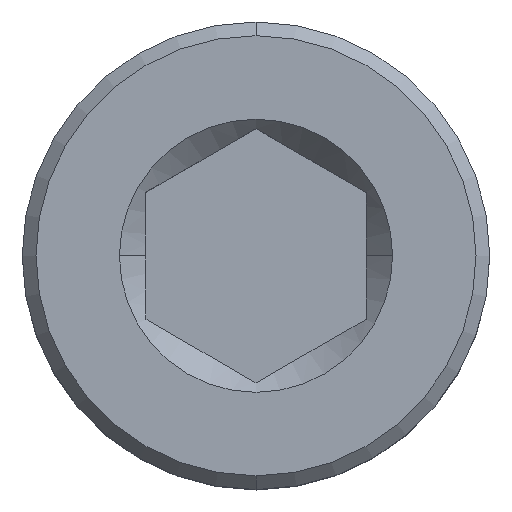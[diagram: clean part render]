
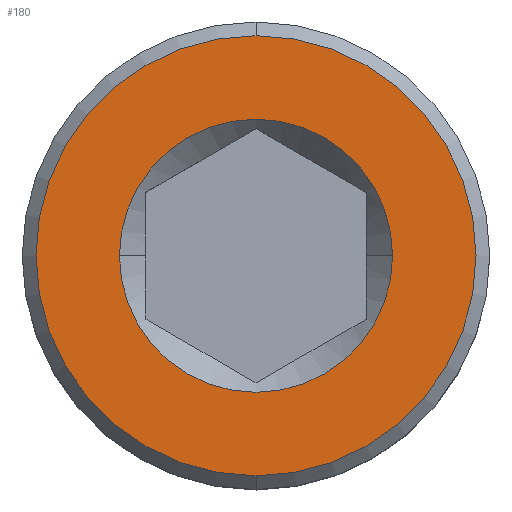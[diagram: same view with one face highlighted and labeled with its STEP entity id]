
A CAD part, top view. The second image highlights one B-rep face of the part: STEP entity #180.
In plain terms, the highlighted planar face has unit normal (0, 0, 1).
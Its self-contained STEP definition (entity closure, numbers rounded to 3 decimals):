
#5 = CARTESIAN_POINT ( 'NONE',  ( 0., 4., 15. ) ) ;
#35 = CARTESIAN_POINT ( 'NONE',  ( 2.483, 0., 15. ) ) ;
#39 = DIRECTION ( 'NONE',  ( 0., 1., 0. ) ) ;
#88 = CIRCLE ( 'NONE', #500, 4. ) ;
#100 = DIRECTION ( 'NONE',  ( 0., 1., 0. ) ) ;
#103 = CARTESIAN_POINT ( 'NONE',  ( 0., 0., 15. ) ) ;
#120 = DIRECTION ( 'NONE',  ( 0., 0., 1. ) ) ;
#150 = CARTESIAN_POINT ( 'NONE',  ( 0., 0., 15. ) ) ;
#167 = CIRCLE ( 'NONE', #174, 4. ) ;
#174 = AXIS2_PLACEMENT_3D ( 'NONE', #639, #283, #39 ) ;
#180 = ADVANCED_FACE ( 'NONE', ( #697, #419 ), #389, .T. ) ;
#183 = CIRCLE ( 'NONE', #386, 2.483 ) ;
#243 = AXIS2_PLACEMENT_3D ( 'NONE', #446, #396, #331 ) ;
#279 = ORIENTED_EDGE ( 'NONE', *, *, #616, .F. ) ;
#283 = DIRECTION ( 'NONE',  ( 0., 0., -1. ) ) ;
#291 = AXIS2_PLACEMENT_3D ( 'NONE', #150, #120, #574 ) ;
#296 = VERTEX_POINT ( 'NONE', #5 ) ;
#316 = DIRECTION ( 'NONE',  ( 0., 0., 1. ) ) ;
#323 = ORIENTED_EDGE ( 'NONE', *, *, #749, .F. ) ;
#331 = DIRECTION ( 'NONE',  ( 0., -1., 0. ) ) ;
#360 = EDGE_LOOP ( 'NONE', ( #409, #565 ) ) ;
#386 = AXIS2_PLACEMENT_3D ( 'NONE', #674, #316, #680 ) ;
#389 = PLANE ( 'NONE',  #243 ) ;
#396 = DIRECTION ( 'NONE',  ( 0., 0., 1. ) ) ;
#409 = ORIENTED_EDGE ( 'NONE', *, *, #692, .F. ) ;
#419 = FACE_OUTER_BOUND ( 'NONE', #360, .T. ) ;
#429 = CARTESIAN_POINT ( 'NONE',  ( 0., -4., 15. ) ) ;
#446 = CARTESIAN_POINT ( 'NONE',  ( 0., 0., 15. ) ) ;
#478 = VERTEX_POINT ( 'NONE', #732 ) ;
#500 = AXIS2_PLACEMENT_3D ( 'NONE', #103, #572, #100 ) ;
#537 = VERTEX_POINT ( 'NONE', #429 ) ;
#565 = ORIENTED_EDGE ( 'NONE', *, *, #676, .F. ) ;
#572 = DIRECTION ( 'NONE',  ( 0., 0., -1. ) ) ;
#574 = DIRECTION ( 'NONE',  ( 1., 0., 0. ) ) ;
#585 = CIRCLE ( 'NONE', #291, 2.483 ) ;
#616 = EDGE_CURVE ( 'NONE', #478, #744, #183, .T. ) ;
#639 = CARTESIAN_POINT ( 'NONE',  ( 0., 0., 15. ) ) ;
#674 = CARTESIAN_POINT ( 'NONE',  ( 0., 0., 15. ) ) ;
#676 = EDGE_CURVE ( 'NONE', #537, #296, #88, .T. ) ;
#680 = DIRECTION ( 'NONE',  ( 1., 0., 0. ) ) ;
#692 = EDGE_CURVE ( 'NONE', #296, #537, #167, .T. ) ;
#697 = FACE_BOUND ( 'NONE', #754, .T. ) ;
#732 = CARTESIAN_POINT ( 'NONE',  ( -2.483, 0., 15. ) ) ;
#744 = VERTEX_POINT ( 'NONE', #35 ) ;
#749 = EDGE_CURVE ( 'NONE', #744, #478, #585, .T. ) ;
#754 = EDGE_LOOP ( 'NONE', ( #323, #279 ) ) ;
